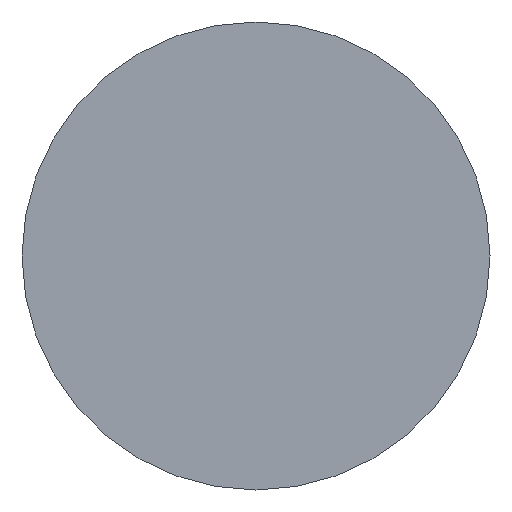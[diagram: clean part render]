
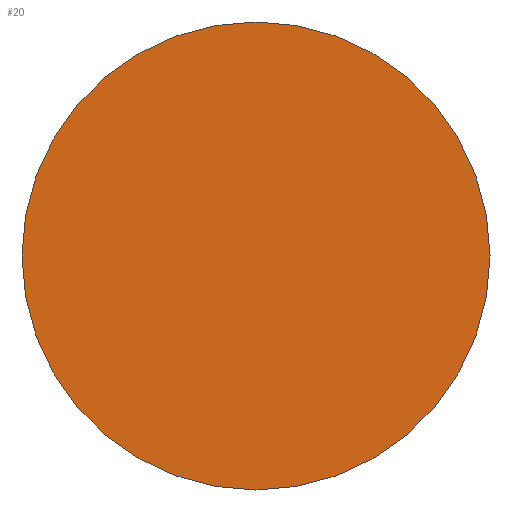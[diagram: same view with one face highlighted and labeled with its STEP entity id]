
A CAD part, left-side view. The second image highlights one B-rep face of the part: STEP entity #20.
In plain terms, the highlighted planar face has unit normal (-1, 0, 0).
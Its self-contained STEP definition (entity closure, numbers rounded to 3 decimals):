
#3 = ORIENTED_EDGE ( 'NONE', *, *, #84, .F. ) ;
#4 = CARTESIAN_POINT ( 'NONE',  ( -2., 0., 0. ) ) ;
#9 = VERTEX_POINT ( 'NONE', #86 ) ;
#13 = ORIENTED_EDGE ( 'NONE', *, *, #32, .F. ) ;
#17 = CARTESIAN_POINT ( 'NONE',  ( -2., 0., 0. ) ) ;
#20 = ADVANCED_FACE ( 'NONE', ( #57 ), #143, .F. ) ;
#24 = AXIS2_PLACEMENT_3D ( 'NONE', #85, #109, #117 ) ;
#32 = EDGE_CURVE ( 'NONE', #9, #142, #130, .T. ) ;
#57 = FACE_OUTER_BOUND ( 'NONE', #58, .T. ) ;
#58 = EDGE_LOOP ( 'NONE', ( #3, #13 ) ) ;
#84 = EDGE_CURVE ( 'NONE', #142, #9, #158, .T. ) ;
#85 = CARTESIAN_POINT ( 'NONE',  ( -2., 0., 0. ) ) ;
#86 = CARTESIAN_POINT ( 'NONE',  ( -2., 0., -25. ) ) ;
#95 = DIRECTION ( 'NONE',  ( 0., 0., -1. ) ) ;
#109 = DIRECTION ( 'NONE',  ( 1., 0., 0. ) ) ;
#113 = AXIS2_PLACEMENT_3D ( 'NONE', #4, #170, #150 ) ;
#117 = DIRECTION ( 'NONE',  ( 0., 0., -1. ) ) ;
#119 = AXIS2_PLACEMENT_3D ( 'NONE', #17, #135, #95 ) ;
#130 = CIRCLE ( 'NONE', #113, 25. ) ;
#135 = DIRECTION ( 'NONE',  ( 1., 0., 0. ) ) ;
#142 = VERTEX_POINT ( 'NONE', #159 ) ;
#143 = PLANE ( 'NONE',  #24 ) ;
#150 = DIRECTION ( 'NONE',  ( 0., 0., -1. ) ) ;
#158 = CIRCLE ( 'NONE', #119, 25. ) ;
#159 = CARTESIAN_POINT ( 'NONE',  ( -2., 0., 25. ) ) ;
#170 = DIRECTION ( 'NONE',  ( 1., 0., 0. ) ) ;
